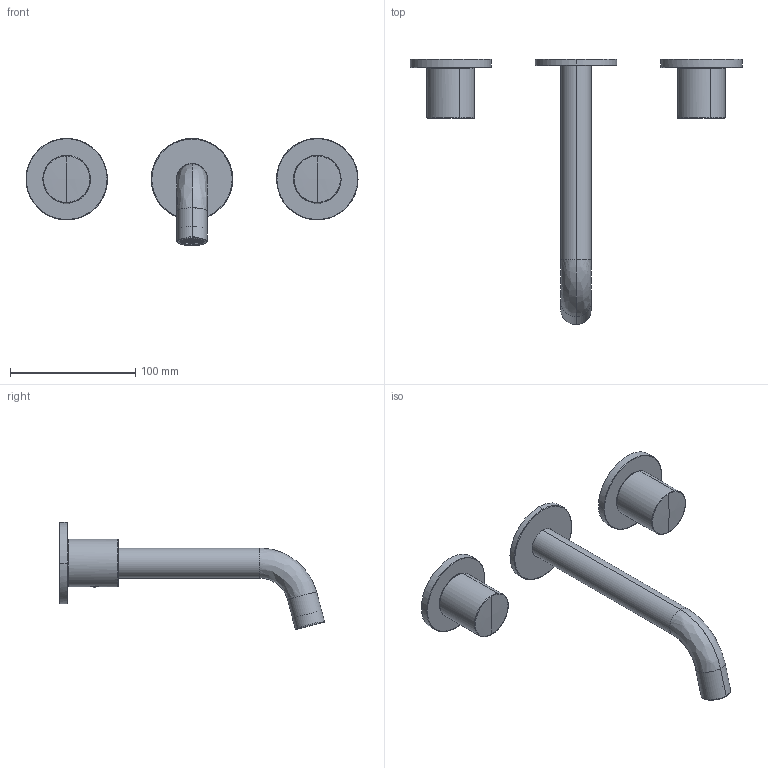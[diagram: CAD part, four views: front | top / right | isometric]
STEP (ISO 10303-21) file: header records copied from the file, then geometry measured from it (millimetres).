
FILE_DESCRIPTION(/* description */ (''),/* implementation_level */ '2;1');
FILE_NAME(/* name */ 'STEP - Mizu Drift Dial Wall Basin Bath Tap Set',/* time_stamp */ '2025-09-08T09:23:26+10:00',/* author */ (''),/* organization */ (''),/* preprocessor_version */ 'ST-DEVELOPER v16.5',/* originating_system */ 'Rhino 7.37',/* authorisation */ '');
FILE_SCHEMA (('AUTOMOTIVE_DESIGN'));
Length unit declared in the file: millimetre
Products named in the file (7): STEP - 164790202_2267209; Document; 164790202RECE_ASM; 2031024799015; 2080007406018; 2060242301264; 203125170126
Assembly tree (6 placements, depth 4):
  STEP - 164790202_2267209
    Document
      164790202RECE_ASM
        2031024799015
        2080007406018
        2060242301264
        203125170126
Bounding box: 265 x 211.52 x 85.54 mm (x, y, z)
Volume: 74650.6 mm3; surface area: 109952.2 mm2
Topology: 22 solids, 35 shells, 2108 faces, 5176 edges, 3362 vertices
Faces by surface type: plane 1220, cylinder 678, bspline 210
Entity records: 69993 total; most frequent: CARTESIAN_POINT 34459, ORIENTED_EDGE 10276, EDGE_CURVE 5164, B_SPLINE_CURVE_WITH_KNOTS 3814, VERTEX_POINT 3362, EDGE_LOOP 2400, ADVANCED_FACE 2108, FACE_OUTER_BOUND 2108
